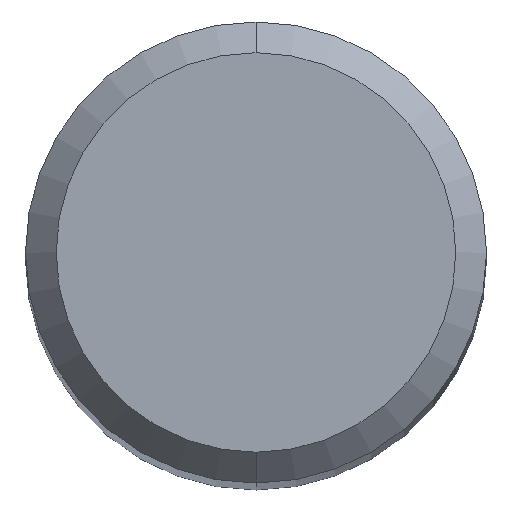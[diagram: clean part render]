
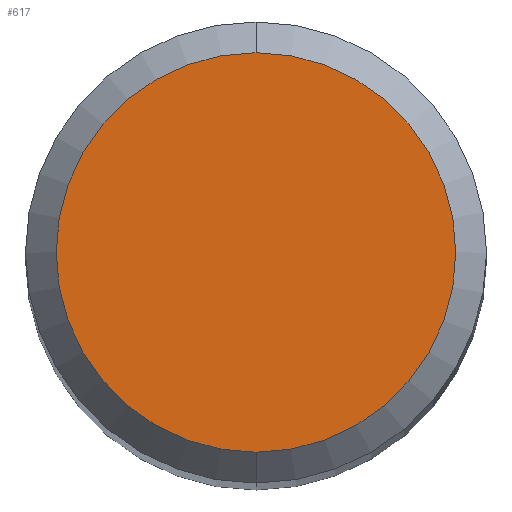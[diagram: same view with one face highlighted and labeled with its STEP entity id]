
A CAD part, top view. The second image highlights one B-rep face of the part: STEP entity #617.
In plain terms, the highlighted planar face has unit normal (0, 0, 1).
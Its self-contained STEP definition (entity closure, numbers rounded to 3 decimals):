
#465=VERTEX_POINT('',#1057);
#617=ADVANCED_FACE('',(#1221),#1222,.T.);
#683=EDGE_CURVE('',#815,#465,#1294,.T.);
#761=EDGE_CURVE('',#465,#815,#1376,.T.);
#815=VERTEX_POINT('',#1433);
#1057=CARTESIAN_POINT('',(0.,-2.6,0.0));
#1221=FACE_OUTER_BOUND('',#4833,.T.);
#1222=PLANE('',#4834);
#1294=CIRCLE('',#5163,2.6);
#1376=CIRCLE('',#5422,2.6);
#1433=CARTESIAN_POINT('',(0.0,2.6,0.0));
#4833=EDGE_LOOP('',(#6192,#6193));
#4834=AXIS2_PLACEMENT_3D('',#6194,#6195,#6196);
#5163=AXIS2_PLACEMENT_3D('',#6260,#6261,#6262);
#5422=AXIS2_PLACEMENT_3D('',#6315,#6316,#6317);
#6192=ORIENTED_EDGE('',*,*,#683,.F.);
#6193=ORIENTED_EDGE('',*,*,#761,.F.);
#6194=CARTESIAN_POINT('',(0.0,1.3,0.0));
#6195=DIRECTION('',(-0.0,0.0,1.0));
#6196=DIRECTION('',(0.0,-1.0,0.0));
#6260=CARTESIAN_POINT('',(0.0,0.0,0.0));
#6261=DIRECTION('',(0.0,0.0,-1.0));
#6262=DIRECTION('',(0.0,1.0,0.0));
#6315=CARTESIAN_POINT('',(0.0,0.0,0.0));
#6316=DIRECTION('',(0.0,0.0,-1.0));
#6317=DIRECTION('',(0.0,1.0,0.0));
